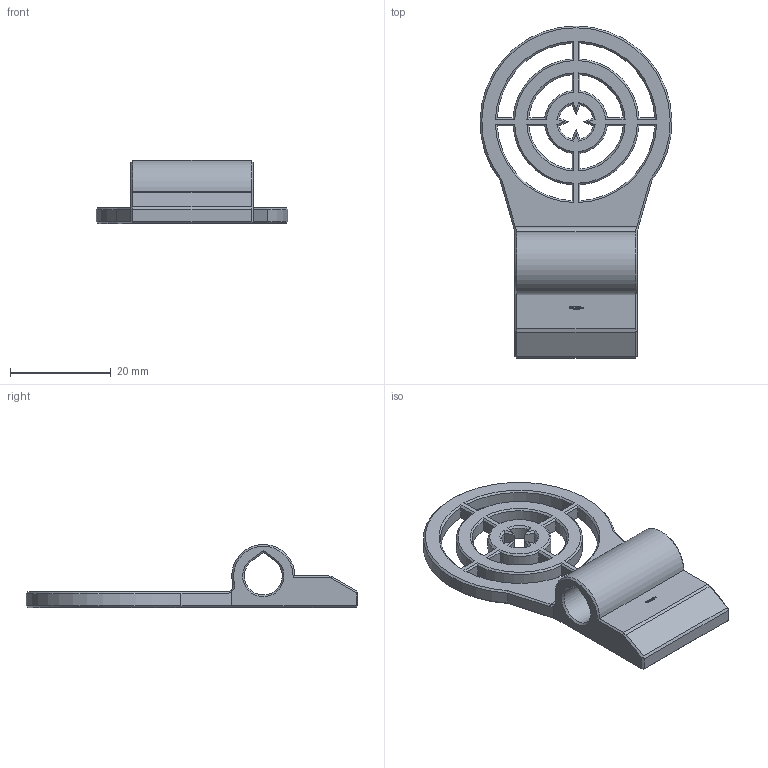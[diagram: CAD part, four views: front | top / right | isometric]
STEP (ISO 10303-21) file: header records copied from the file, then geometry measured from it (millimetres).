
FILE_DESCRIPTION(('FreeCAD Model'),'2;1');
FILE_NAME('Open CASCADE Shape Model','2023-12-23T22:06:18',(''),(''), 'Open CASCADE STEP processor 7.6','FreeCAD','Unknown');
FILE_SCHEMA(('AUTOMOTIVE_DESIGN { 1 0 10303 214 1 1 1 1 }'));
Length unit declared in the file: millimetre
Products named in the file (1): Target Tipping BU05.25x03.00 - SPN-TRG-0001 (stemfie.org)
Bounding box: 37.99 x 65.75 x 12.49 mm (x, y, z)
Volume: 6467.2 mm3; surface area: 5331.1 mm2
Topology: 1 solids, 1 shells, 806 faces, 2167 edges, 1404 vertices
Faces by surface type: plane 574, extrusion 156, cone 48, cylinder 24, bspline 4
Entity records: 56643 total; most frequent: CARTESIAN_POINT 13300, DIRECTION 7108, VECTOR 5593, LINE 5437, ORIENTED_EDGE 4334, PCURVE 4334, DEFINITIONAL_REPRESENTATION 4334, EDGE_CURVE 2167
